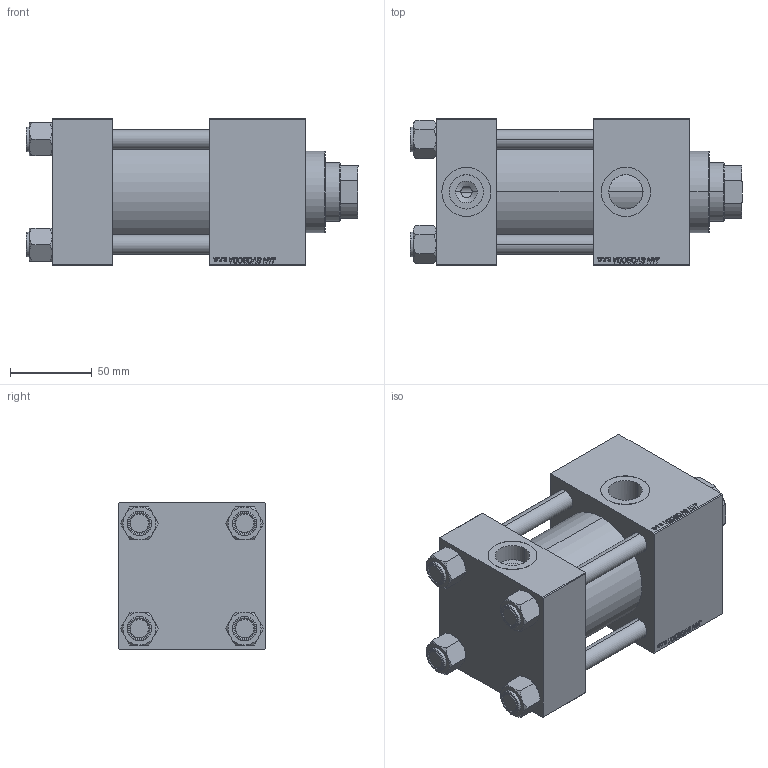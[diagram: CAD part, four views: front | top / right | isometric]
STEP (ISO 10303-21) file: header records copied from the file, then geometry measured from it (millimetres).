
FILE_DESCRIPTION (( 'STEP AP203' ), '1' );
FILE_NAME ('6265.STEP', '2022-04-16T21:45:14', ( '' ), ( '' ), 'SwSTEP 2.0', 'SolidWorks 2019', '' );
FILE_SCHEMA (( 'CONFIG_CONTROL_DESIGN' ));
Length unit declared in the file: millimetre
Products named in the file (6): V215CD_VCP_C 8fd86c478173fd76321ec4a08e4b75d7; V215CD_Body_C 8fd86c478173fd76321ec4a08e4b75d7; V215CD_C_TYCINKA 8fd86c478173fd76321ec4a08e4b75d7; NUT_M5_V215CD_C 8fd86c478173fd76321ec4a08e4b75d7; V215CD_VC_C 8fd86c478173fd76321ec4a08e4b75d7; 6265
Assembly tree (11 placements, depth 2):
  6265
    V215CD_Body_C 8fd86c478173fd76321ec4a08e4b75d7
    V215CD_VC_C 8fd86c478173fd76321ec4a08e4b75d7
    V215CD_VCP_C 8fd86c478173fd76321ec4a08e4b75d7
    V215CD_C_TYCINKA 8fd86c478173fd76321ec4a08e4b75d7  x4
    NUT_M5_V215CD_C 8fd86c478173fd76321ec4a08e4b75d7  x4
Bounding box: 203 x 90 x 90 mm (x, y, z)
Volume: 967906.4 mm3; surface area: 184311.4 mm2
Topology: 11 solids, 11 shells, 1154 faces, 2889 edges, 1875 vertices
Faces by surface type: plane 528, bspline 392, cone 136, cylinder 90, torus 8
Entity records: 50395 total; most frequent: CARTESIAN_POINT 27149, ORIENTED_EDGE 5270, DIRECTION 3333, EDGE_CURVE 2635, VERTEX_POINT 1731, VECTOR 1595, LINE 1595, EDGE_LOOP 1164
